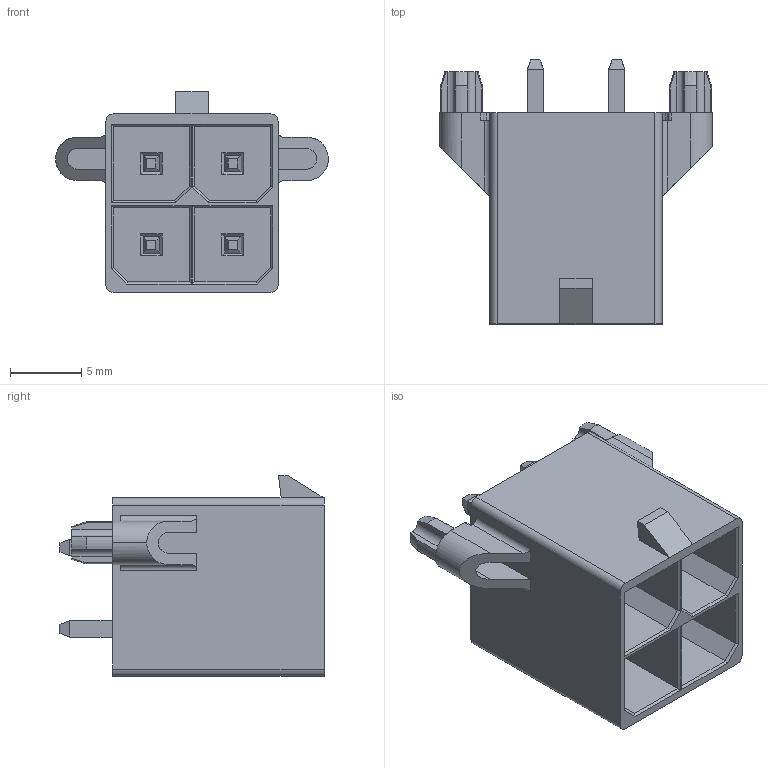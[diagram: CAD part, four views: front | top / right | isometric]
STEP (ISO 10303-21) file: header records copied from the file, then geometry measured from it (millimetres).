
FILE_DESCRIPTION(/* description */ ('Unknown'),/* implementation_level */ '2;1');
FILE_NAME(/* name */ '657004240201',/* time_stamp */ '2022-10-13T10:46:25+02:00',/* author */ ('Unknown'),/* organization */ ('Unknown'),/* preprocessor_version */ 'ST-DEVELOPER v16.7',/* originating_system */ 'Solid Edge',/* authorisation */ 'Unknown');
FILE_SCHEMA (('AUTOMOTIVE_DESIGN {1 0 10303 214 3 1 1}'));
Length unit declared in the file: millimetre
Products named in the file (3): 6570xx240201; 657004240201; 6570xx240201_Pin
Assembly tree (5 placements, depth 2):
  6570xx240201
    657004240201
    6570xx240201_Pin  x4
Bounding box: 19.1 x 18.5 x 14.03 mm (x, y, z)
Volume: 1103.5 mm3; surface area: 2609 mm2
Topology: 5 solids, 5 shells, 342 faces, 864 edges, 547 vertices
Faces by surface type: plane 280, cylinder 54, cone 8
Entity records: 9148 total; most frequent: CARTESIAN_POINT 1633, ORIENTED_EDGE 1560, DIRECTION 1492, EDGE_CURVE 780, LINE 648, VECTOR 648, VERTEX_POINT 499, AXIS2_PLACEMENT_3D 422
